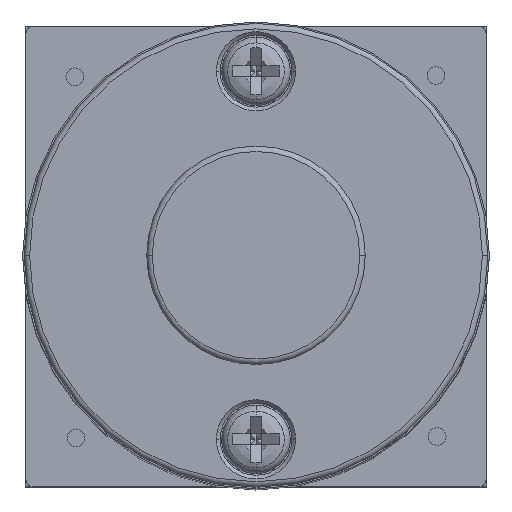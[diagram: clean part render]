
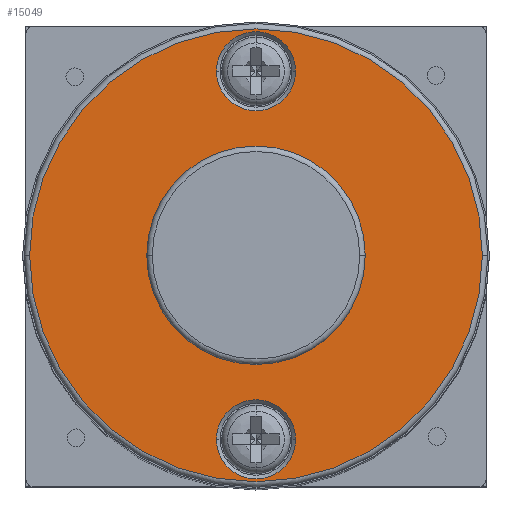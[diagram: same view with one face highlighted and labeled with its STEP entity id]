
A CAD part, top view. The second image highlights one B-rep face of the part: STEP entity #15049.
In plain terms, the highlighted face is planar.
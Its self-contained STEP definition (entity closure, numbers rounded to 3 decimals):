
#14311=CARTESIAN_POINT('',(5.461,25.4,-102.606));
#14312=VERTEX_POINT('',#14311);
#14326=CARTESIAN_POINT('',(-5.461,25.4,-102.606));
#14327=VERTEX_POINT('',#14326);
#14334=CARTESIAN_POINT('',(0.,25.4,-102.606));
#14335=DIRECTION('',(0.0,0.0,-1.0));
#14336=DIRECTION('',(1.0,0.0,0.0));
#14337=AXIS2_PLACEMENT_3D('',#14334,#14335,#14336);
#14338=CIRCLE('',#14337,5.461);
#14339=EDGE_CURVE('',#14327,#14312,#14338,.T.);
#14527=CARTESIAN_POINT('',(-5.461,-25.4,-102.606));
#14528=VERTEX_POINT('',#14527);
#14542=CARTESIAN_POINT('',(5.461,-25.4,-102.606));
#14543=VERTEX_POINT('',#14542);
#14550=CARTESIAN_POINT('',(0.,-25.4,-102.606));
#14551=DIRECTION('',(0.0,0.0,-1.0));
#14552=DIRECTION('',(-1.0,0.0,0.0));
#14553=AXIS2_PLACEMENT_3D('',#14550,#14551,#14552);
#14554=CIRCLE('',#14553,5.461);
#14555=EDGE_CURVE('',#14543,#14528,#14554,.T.);
#14607=CARTESIAN_POINT('',(31.242,0.,-102.606));
#14608=VERTEX_POINT('',#14607);
#14616=CARTESIAN_POINT('',(-31.242,0.,-102.606));
#14617=VERTEX_POINT('',#14616);
#14618=CARTESIAN_POINT('',(0.0,0.0,-102.606));
#14619=DIRECTION('',(0.0,0.0,1.0));
#14620=DIRECTION('',(1.0,0.0,0.0));
#14621=AXIS2_PLACEMENT_3D('',#14618,#14619,#14620);
#14622=CIRCLE('',#14621,31.242);
#14623=EDGE_CURVE('',#14608,#14617,#14622,.T.);
#14647=CARTESIAN_POINT('',(15.075,0.,-102.606));
#14648=VERTEX_POINT('',#14647);
#14657=CARTESIAN_POINT('',(-15.075,0.,-102.606));
#14658=VERTEX_POINT('',#14657);
#14659=CARTESIAN_POINT('',(0.0,0.0,-102.606));
#14660=DIRECTION('',(0.0,0.0,1.0));
#14661=DIRECTION('',(1.0,0.0,0.0));
#14662=AXIS2_PLACEMENT_3D('',#14659,#14660,#14661);
#14663=CIRCLE('',#14662,15.075);
#14664=EDGE_CURVE('',#14658,#14648,#14663,.T.);
#14978=CARTESIAN_POINT('',(0.0,0.0,-102.606));
#14979=DIRECTION('',(0.0,0.0,1.0));
#14980=DIRECTION('',(1.0,0.0,0.0));
#14981=AXIS2_PLACEMENT_3D('',#14978,#14979,#14980);
#14982=CIRCLE('',#14981,15.075);
#14983=EDGE_CURVE('',#14648,#14658,#14982,.T.);
#15006=CARTESIAN_POINT('',(0.0,0.0,-102.606));
#15007=DIRECTION('',(0.0,0.0,1.0));
#15008=DIRECTION('',(1.0,0.0,0.0));
#15009=AXIS2_PLACEMENT_3D('',#15006,#15007,#15008);
#15010=CIRCLE('',#15009,31.242);
#15011=EDGE_CURVE('',#14617,#14608,#15010,.T.);
#15016=CARTESIAN_POINT('',(0.0,0.0,-102.606));
#15017=DIRECTION('',(0.0,0.0,1.0));
#15018=DIRECTION('',(1.0,0.0,0.0));
#15019=AXIS2_PLACEMENT_3D('',#15016,#15017,#15018);
#15020=PLANE('',#15019);
#15021=ORIENTED_EDGE('',*,*,#15011,.F.);
#15022=ORIENTED_EDGE('',*,*,#14623,.F.);
#15023=EDGE_LOOP('',(#15021,#15022));
#15024=FACE_OUTER_BOUND('',#15023,.T.);
#15025=ORIENTED_EDGE('',*,*,#14555,.F.);
#15026=CARTESIAN_POINT('',(0.,-25.4,-102.606));
#15027=DIRECTION('',(0.0,0.0,-1.0));
#15028=DIRECTION('',(-1.0,0.0,0.0));
#15029=AXIS2_PLACEMENT_3D('',#15026,#15027,#15028);
#15030=CIRCLE('',#15029,5.461);
#15031=EDGE_CURVE('',#14528,#14543,#15030,.T.);
#15032=ORIENTED_EDGE('',*,*,#15031,.F.);
#15033=EDGE_LOOP('',(#15025,#15032));
#15034=FACE_BOUND('',#15033,.T.);
#15035=ORIENTED_EDGE('',*,*,#14664,.T.);
#15036=ORIENTED_EDGE('',*,*,#14983,.T.);
#15037=EDGE_LOOP('',(#15035,#15036));
#15038=FACE_BOUND('',#15037,.T.);
#15039=ORIENTED_EDGE('',*,*,#14339,.F.);
#15040=CARTESIAN_POINT('',(0.,25.4,-102.606));
#15041=DIRECTION('',(0.0,0.0,-1.0));
#15042=DIRECTION('',(1.0,0.0,0.0));
#15043=AXIS2_PLACEMENT_3D('',#15040,#15041,#15042);
#15044=CIRCLE('',#15043,5.461);
#15045=EDGE_CURVE('',#14312,#14327,#15044,.T.);
#15046=ORIENTED_EDGE('',*,*,#15045,.F.);
#15047=EDGE_LOOP('',(#15039,#15046));
#15048=FACE_BOUND('',#15047,.T.);
#15049=ADVANCED_FACE('',(#15024,#15034,#15038,#15048),#15020,.F.);
